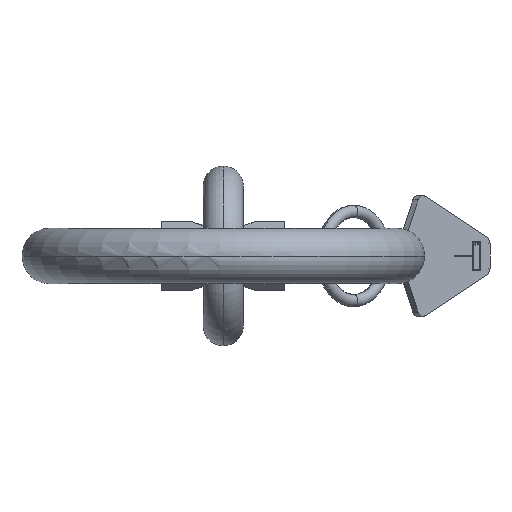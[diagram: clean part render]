
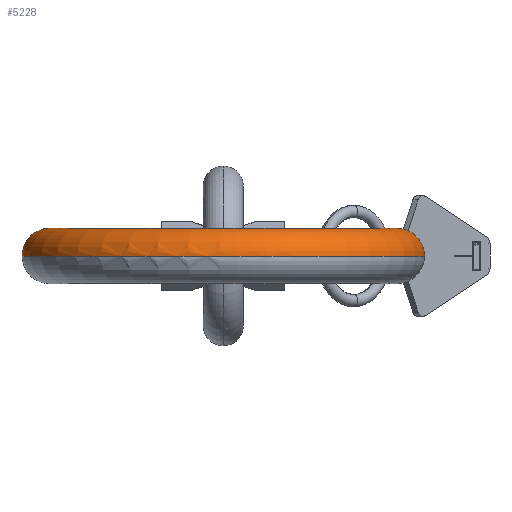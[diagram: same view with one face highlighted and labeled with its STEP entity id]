
A CAD part, left-side view. The second image highlights one B-rep face of the part: STEP entity #5228.
In plain terms, the highlighted toroidal (fillet/blend) face has major radius 113 mm and minor radius 18 mm.
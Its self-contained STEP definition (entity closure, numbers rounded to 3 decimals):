
#117=CARTESIAN_POINT('',(95.,-113.,0.));
#118=DIRECTION('',(-1.,0.,0.));
#119=DIRECTION('',(0.,-1.,0.));
#120=AXIS2_PLACEMENT_3D('',#117,#118,#119);
#122=CARTESIAN_POINT('',(95.,-131.,0.));
#123=CARTESIAN_POINT('',(91.951,-131.,0.));
#124=CARTESIAN_POINT('',(85.854,-130.787,0.));
#125=CARTESIAN_POINT('',(76.754,-129.831,0.));
#126=CARTESIAN_POINT('',(67.741,-128.241,0.));
#127=CARTESIAN_POINT('',(58.862,-126.028,0.));
#128=CARTESIAN_POINT('',(50.159,-123.2,0.));
#129=CARTESIAN_POINT('',(41.674,-119.772,0.));
#130=CARTESIAN_POINT('',(33.449,-115.76,0.));
#131=CARTESIAN_POINT('',(25.524,-111.185,0.));
#132=CARTESIAN_POINT('',(17.938,-106.067,0.));
#133=CARTESIAN_POINT('',(10.726,-100.433,0.));
#134=CARTESIAN_POINT('',(3.926,-94.31,0.));
#135=CARTESIAN_POINT('',(-2.431,-87.727,0.));
#136=CARTESIAN_POINT('',(-8.313,-80.717,0.));
#137=CARTESIAN_POINT('',(-13.692,-73.314,0.));
#138=CARTESIAN_POINT('',(-18.542,-65.553,0.));
#139=CARTESIAN_POINT('',(-22.838,-57.473,0.));
#140=CARTESIAN_POINT('',(-26.56,-49.113,0.));
#141=CARTESIAN_POINT('',(-29.69,-40.514,0.));
#142=CARTESIAN_POINT('',(-32.212,-31.718,0.));
#143=CARTESIAN_POINT('',(-34.115,-22.766,0.));
#144=CARTESIAN_POINT('',(-35.388,-13.704,0.));
#145=CARTESIAN_POINT('',(-36.027,-4.576,0.));
#146=CARTESIAN_POINT('',(-36.027,4.576,0.));
#147=CARTESIAN_POINT('',(-35.388,13.704,0.));
#148=CARTESIAN_POINT('',(-34.115,22.766,0.));
#149=CARTESIAN_POINT('',(-32.212,31.718,0.));
#150=CARTESIAN_POINT('',(-29.69,40.514,0.));
#151=CARTESIAN_POINT('',(-26.56,49.113,0.));
#152=CARTESIAN_POINT('',(-22.838,57.473,0.));
#153=CARTESIAN_POINT('',(-18.542,65.553,0.));
#154=CARTESIAN_POINT('',(-13.692,73.314,0.));
#155=CARTESIAN_POINT('',(-8.313,80.717,0.));
#156=CARTESIAN_POINT('',(-2.431,87.727,0.));
#157=CARTESIAN_POINT('',(3.926,94.31,0.));
#158=CARTESIAN_POINT('',(10.726,100.433,0.));
#159=CARTESIAN_POINT('',(17.938,106.067,0.));
#160=CARTESIAN_POINT('',(25.524,111.185,0.));
#161=CARTESIAN_POINT('',(33.449,115.76,0.));
#162=CARTESIAN_POINT('',(41.674,119.772,0.));
#163=CARTESIAN_POINT('',(50.159,123.2,0.));
#164=CARTESIAN_POINT('',(58.862,126.028,0.));
#165=CARTESIAN_POINT('',(67.741,128.241,0.));
#166=CARTESIAN_POINT('',(76.754,129.831,0.));
#167=CARTESIAN_POINT('',(85.854,130.787,0.));
#168=CARTESIAN_POINT('',(91.951,131.,0.));
#169=CARTESIAN_POINT('',(95.,131.,0.));
#171=CARTESIAN_POINT('',(95.,113.,0.));
#172=DIRECTION('',(1.,0.,0.));
#173=DIRECTION('',(0.,1.,0.));
#174=AXIS2_PLACEMENT_3D('',#171,#172,#173);
#3762=CARTESIAN_POINT('',(95.,-95.,0.));
#3763=CARTESIAN_POINT('',(92.631,-95.,0.));
#3764=CARTESIAN_POINT('',(87.894,-94.823,0.));
#3765=CARTESIAN_POINT('',(80.828,-94.027,0.));
#3766=CARTESIAN_POINT('',(73.841,-92.705,0.));
#3767=CARTESIAN_POINT('',(66.972,-90.864,0.));
#3768=CARTESIAN_POINT('',(60.26,-88.516,0.));
#3769=CARTESIAN_POINT('',(53.743,-85.672,0.));
#3770=CARTESIAN_POINT('',(47.456,-82.349,0.));
#3771=CARTESIAN_POINT('',(41.435,-78.566,0.));
#3772=CARTESIAN_POINT('',(35.713,-74.343,0.));
#3773=CARTESIAN_POINT('',(30.323,-69.705,0.));
#3774=CARTESIAN_POINT('',(25.295,-64.677,0.));
#3775=CARTESIAN_POINT('',(20.657,-59.287,0.));
#3776=CARTESIAN_POINT('',(16.434,-53.565,0.));
#3777=CARTESIAN_POINT('',(12.651,-47.544,0.));
#3778=CARTESIAN_POINT('',(9.328,-41.257,0.));
#3779=CARTESIAN_POINT('',(6.484,-34.74,0.));
#3780=CARTESIAN_POINT('',(4.136,-28.028,0.));
#3781=CARTESIAN_POINT('',(2.295,-21.159,0.));
#3782=CARTESIAN_POINT('',(0.973,-14.172,0.));
#3783=CARTESIAN_POINT('',(0.177,-7.106,0.));
#3784=CARTESIAN_POINT('',(-0.089,0.,0.));
#3785=CARTESIAN_POINT('',(0.177,7.106,0.));
#3786=CARTESIAN_POINT('',(0.973,14.172,0.));
#3787=CARTESIAN_POINT('',(2.295,21.159,0.));
#3788=CARTESIAN_POINT('',(4.136,28.028,0.));
#3789=CARTESIAN_POINT('',(6.484,34.74,0.));
#3790=CARTESIAN_POINT('',(9.328,41.257,0.));
#3791=CARTESIAN_POINT('',(12.651,47.544,0.));
#3792=CARTESIAN_POINT('',(16.434,53.565,0.));
#3793=CARTESIAN_POINT('',(20.657,59.287,0.));
#3794=CARTESIAN_POINT('',(25.295,64.677,0.));
#3795=CARTESIAN_POINT('',(30.323,69.705,0.));
#3796=CARTESIAN_POINT('',(35.713,74.343,0.));
#3797=CARTESIAN_POINT('',(41.435,78.566,0.));
#3798=CARTESIAN_POINT('',(47.456,82.349,0.));
#3799=CARTESIAN_POINT('',(53.743,85.672,0.));
#3800=CARTESIAN_POINT('',(60.26,88.516,0.));
#3801=CARTESIAN_POINT('',(66.972,90.864,0.));
#3802=CARTESIAN_POINT('',(73.841,92.705,0.));
#3803=CARTESIAN_POINT('',(80.828,94.027,0.));
#3804=CARTESIAN_POINT('',(87.894,94.823,0.));
#3805=CARTESIAN_POINT('',(92.631,95.,0.));
#3806=CARTESIAN_POINT('',(95.,95.,0.));
#3822=CARTESIAN_POINT('',(95.,131.,0.));
#3823=CARTESIAN_POINT('',(95.,95.,0.));
#3824=VERTEX_POINT('',#3822);
#3825=VERTEX_POINT('',#3823);
#3834=CARTESIAN_POINT('',(95.,-131.,0.));
#3835=CARTESIAN_POINT('',(95.,-95.,0.));
#3836=VERTEX_POINT('',#3834);
#3837=VERTEX_POINT('',#3835);
#5214=CARTESIAN_POINT('',(95.,0.,0.));
#5215=DIRECTION('',(0.,0.,-1.));
#5216=DIRECTION('',(0.,1.,0.));
#5217=AXIS2_PLACEMENT_3D('',#5214,#5215,#5216);
#5218=TOROIDAL_SURFACE('',#5217,113.,18.);
#5220=ORIENTED_EDGE('',*,*,#5219,.F.);
#5222=ORIENTED_EDGE('',*,*,#5221,.T.);
#5223=ORIENTED_EDGE('',*,*,#4747,.T.);
#5225=ORIENTED_EDGE('',*,*,#5224,.F.);
#5226=EDGE_LOOP('',(#5220,#5222,#5223,#5225));
#5227=FACE_OUTER_BOUND('',#5226,.F.);
#5228=ADVANCED_FACE('',(#5227),#5218,.T.);
#121=CIRCLE('',#120,18.);
#170=B_SPLINE_CURVE_WITH_KNOTS('',3,(#122,#123,#124,#125,#126,#127,#128,#129,
#130,#131,#132,#133,#134,#135,#136,#137,#138,#139,#140,#141,#142,#143,#144,#145,
#146,#147,#148,#149,#150,#151,#152,#153,#154,#155,#156,#157,#158,#159,#160,#161,
#162,#163,#164,#165,#166,#167,#168,#169),.UNSPECIFIED.,.F.,.F.,(4,1,1,1,1,1,1,1,
1,1,1,1,1,1,1,1,1,1,1,1,1,1,1,1,1,1,1,1,1,1,1,1,1,1,1,1,1,1,1,1,1,1,1,1,1,4),(
0.,0.022,0.044,0.067,0.089,
0.111,0.133,0.156,0.178,0.2,
0.222,0.244,0.267,0.289,
0.311,0.333,0.356,0.378,0.4,
0.422,0.444,0.467,0.489,
0.511,0.533,0.556,0.578,0.6,
0.622,0.644,0.667,0.689,
0.711,0.733,0.756,0.778,0.8,
0.822,0.844,0.867,0.889,
0.911,0.933,0.956,0.978,1.),
.UNSPECIFIED.);
#175=CIRCLE('',#174,18.);
#3807=B_SPLINE_CURVE_WITH_KNOTS('',3,(#3762,#3763,#3764,#3765,#3766,#3767,#3768,
#3769,#3770,#3771,#3772,#3773,#3774,#3775,#3776,#3777,#3778,#3779,#3780,#3781,
#3782,#3783,#3784,#3785,#3786,#3787,#3788,#3789,#3790,#3791,#3792,#3793,#3794,
#3795,#3796,#3797,#3798,#3799,#3800,#3801,#3802,#3803,#3804,#3805,#3806),
.UNSPECIFIED.,.F.,.F.,(4,1,1,1,1,1,1,1,1,1,1,1,1,1,1,1,1,1,1,1,1,1,1,1,1,1,1,1,
1,1,1,1,1,1,1,1,1,1,1,1,1,1,4),(0.,0.024,0.048,
0.071,0.095,0.119,0.143,
0.167,0.19,0.214,0.238,
0.262,0.286,0.31,0.333,
0.357,0.381,0.405,0.429,
0.452,0.476,0.5,0.524,0.548,
0.571,0.595,0.619,0.643,
0.667,0.69,0.714,0.738,
0.762,0.786,0.81,0.833,
0.857,0.881,0.905,0.929,
0.952,0.976,1.),.UNSPECIFIED.);
#4747=EDGE_CURVE('',#3824,#3825,#175,.T.);
#5219=EDGE_CURVE('',#3836,#3837,#121,.T.);
#5221=EDGE_CURVE('',#3836,#3824,#170,.T.);
#5224=EDGE_CURVE('',#3837,#3825,#3807,.T.);
